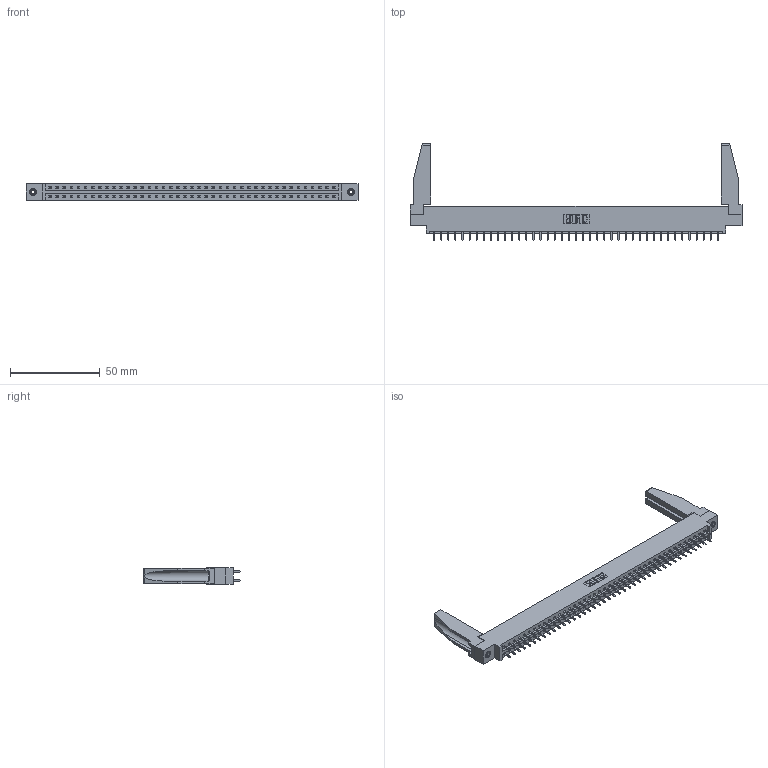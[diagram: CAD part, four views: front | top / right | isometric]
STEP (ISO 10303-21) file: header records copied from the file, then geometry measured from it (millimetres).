
FILE_DESCRIPTION (( 'STEP AP203' ), '1' );
FILE_NAME ('387-082-521-878.STEP', '2019-10-22T23:19:02', ( '' ), ( '' ), 'SwSTEP 2.0', 'SolidWorks 2016', '' );
FILE_SCHEMA (( 'CONFIG_CONTROL_DESIGN' ));
Length unit declared in the file: inch
Products named in the file (5): 307-220-078; 337 Part_0.170 Offset - 0.156 Dia-TI; 345-250-001_345-250-001-102; 345-292-001_345-293-121; 387-082-521-878
Assembly tree (87 placements, depth 2):
  387-082-521-878
    337 Part_0.170 Offset - 0.156 Dia-TI
    345-292-001_345-293-121  x82
    345-250-001_345-250-001-102  x2
    307-220-078  x2
Bounding box: 185.47 x 53.85 x 9.4 mm (x, y, z)
Volume: 23375.4 mm3; surface area: 25597 mm2
Topology: 87 solids, 87 shells, 4676 faces, 13855 edges, 9118 vertices
Faces by surface type: plane 3274, cylinder 1386, cone 12, torus 4
Entity records: 34508 total; most frequent: CARTESIAN_POINT 5816, ORIENTED_EDGE 5708, DIRECTION 4954, EDGE_CURVE 2854, LINE 2688, VECTOR 2688, VERTEX_POINT 1896, AXIS2_PLACEMENT_3D 1133
